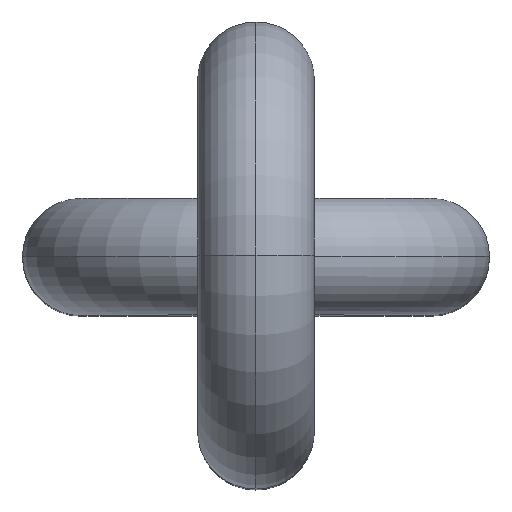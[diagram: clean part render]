
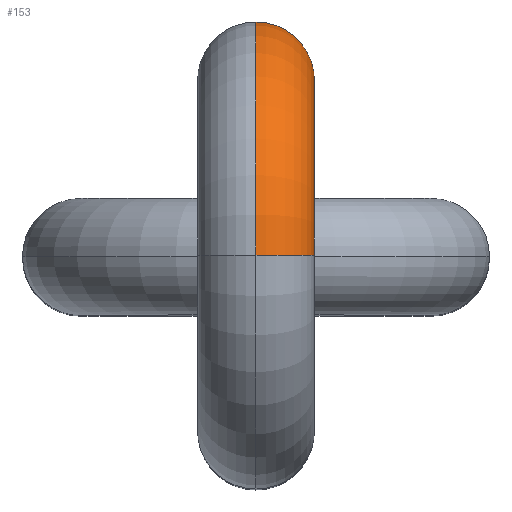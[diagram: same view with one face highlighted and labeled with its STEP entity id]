
A CAD part, top view. The second image highlights one B-rep face of the part: STEP entity #153.
In plain terms, the highlighted toroidal (fillet/blend) face has major radius 4.5 mm and minor radius 1.5 mm.
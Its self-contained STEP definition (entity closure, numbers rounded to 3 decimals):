
#30 = VERTEX_POINT ( 'NONE', #136 ) ;
#31 = VERTEX_POINT ( 'NONE', #135 ) ;
#32 = ORIENTED_EDGE ( 'NONE', *, *, #38, .T. ) ;
#38 = EDGE_CURVE ( 'NONE', #39, #40, #79, .T. ) ;
#39 = VERTEX_POINT ( 'NONE', #70 ) ;
#40 = VERTEX_POINT ( 'NONE', #69 ) ;
#69 = CARTESIAN_POINT ( 'NONE',  ( 0., 0., 10. ) ) ;
#70 = CARTESIAN_POINT ( 'NONE',  ( 0., 0., 13. ) ) ;
#71 = DIRECTION ( 'NONE',  ( 0., 0., 1. ) ) ;
#72 = EDGE_LOOP ( 'NONE', ( #214, #208, #32, #217 ) ) ;
#76 = DIRECTION ( 'NONE',  ( -1., 0., 0. ) ) ;
#77 = CARTESIAN_POINT ( 'NONE',  ( 0., 0., 11.5 ) ) ;
#78 = AXIS2_PLACEMENT_3D ( 'NONE', #77, #76, #71 ) ;
#79 = CIRCLE ( 'NONE', #78, 1.5 ) ;
#85 = CIRCLE ( 'NONE', #199, 3. ) ;
#88 = DIRECTION ( 'NONE',  ( 1., 0., 0. ) ) ;
#89 = DIRECTION ( 'NONE',  ( 0., 0., 1. ) ) ;
#90 = AXIS2_PLACEMENT_3D ( 'NONE', #95, #89, #88 ) ;
#91 = CIRCLE ( 'NONE', #90, 1.5 ) ;
#95 = CARTESIAN_POINT ( 'NONE',  ( -4.5, 0., 7. ) ) ;
#107 = DIRECTION ( 'NONE',  ( 0., 0., 1. ) ) ;
#108 = DIRECTION ( 'NONE',  ( 0., 1., 0. ) ) ;
#109 = CARTESIAN_POINT ( 'NONE',  ( 0., 0., 7. ) ) ;
#110 = AXIS2_PLACEMENT_3D ( 'NONE', #109, #108, #107 ) ;
#112 = TOROIDAL_SURFACE ( 'NONE', #110, 4.5, 1.5 ) ;
#113 = FACE_OUTER_BOUND ( 'NONE', #72, .T. ) ;
#135 = CARTESIAN_POINT ( 'NONE',  ( -6., 0., 7. ) ) ;
#136 = CARTESIAN_POINT ( 'NONE',  ( -3., 0., 7. ) ) ;
#153 = ADVANCED_FACE ( 'NONE', ( #113 ), #112, .T. ) ;
#163 = DIRECTION ( 'NONE',  ( 0., 0., 1. ) ) ;
#164 = DIRECTION ( 'NONE',  ( 0., 1., 0. ) ) ;
#165 = CARTESIAN_POINT ( 'NONE',  ( 0., 0., 7. ) ) ;
#166 = AXIS2_PLACEMENT_3D ( 'NONE', #165, #164, #163 ) ;
#167 = CIRCLE ( 'NONE', #166, 6. ) ;
#196 = DIRECTION ( 'NONE',  ( 0., 0., 1. ) ) ;
#197 = DIRECTION ( 'NONE',  ( 0., 1., 0. ) ) ;
#198 = CARTESIAN_POINT ( 'NONE',  ( 0., 0., 7. ) ) ;
#199 = AXIS2_PLACEMENT_3D ( 'NONE', #198, #197, #196 ) ;
#208 = ORIENTED_EDGE ( 'NONE', *, *, #259, .T. ) ;
#214 = ORIENTED_EDGE ( 'NONE', *, *, #215, .T. ) ;
#215 = EDGE_CURVE ( 'NONE', #30, #31, #91, .T. ) ;
#217 = ORIENTED_EDGE ( 'NONE', *, *, #251, .F. ) ;
#251 = EDGE_CURVE ( 'NONE', #30, #40, #85, .T. ) ;
#259 = EDGE_CURVE ( 'NONE', #31, #39, #167, .T. ) ;
